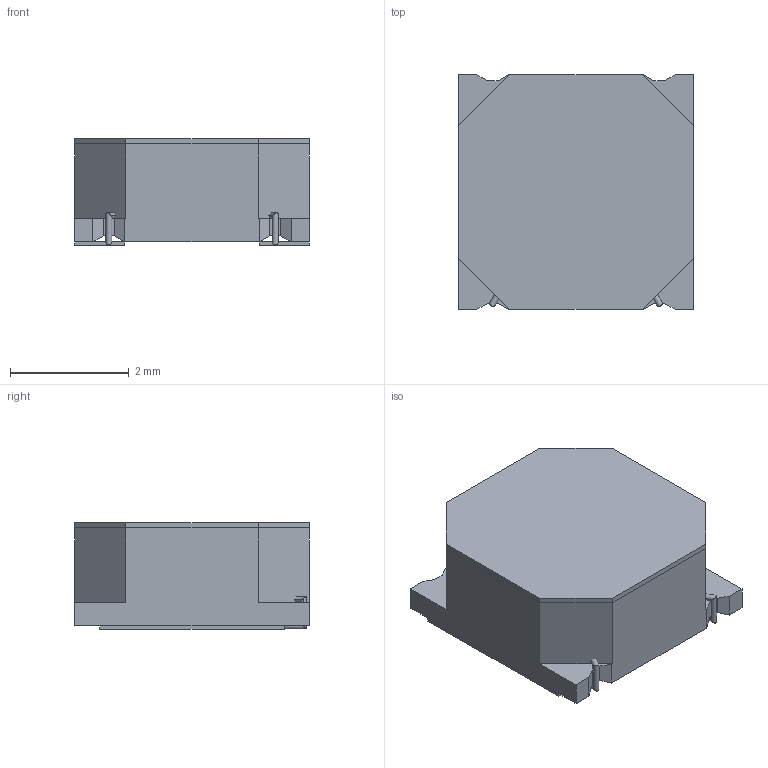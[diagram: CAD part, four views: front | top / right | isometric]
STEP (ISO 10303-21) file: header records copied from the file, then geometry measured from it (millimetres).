
FILE_DESCRIPTION (( 'STEP AP214' ), '1' );
FILE_NAME ('User Library-IFSC-1515AH.STEP', '2021-05-09T20:04:42', ( '' ), ( '' ), 'SwSTEP 2.0', 'SolidWorks 2020', '' );
FILE_SCHEMA (( 'AUTOMOTIVE_DESIGN' ));
Length unit declared in the file: millimetre
Products named in the file (2): IFSC-1515AH-01___ _________; User Library-IFSC-1515AH
Assembly tree (1 placements, depth 2):
  User Library-IFSC-1515AH
    IFSC-1515AH-01___ _________
Bounding box: 3.95 x 3.95 x 1.8 mm (x, y, z)
Volume: 25.2 mm3; surface area: 97.6 mm2
Topology: 4 solids, 4 shells, 76 faces, 188 edges, 120 vertices
Faces by surface type: plane 64, cylinder 12
Entity records: 3125 total; most frequent: CARTESIAN_POINT 436, ORIENTED_EDGE 376, DIRECTION 344, EDGE_CURVE 188, LINE 160, VECTOR 160, VERTEX_POINT 120, AXIS2_PLACEMENT_3D 92
